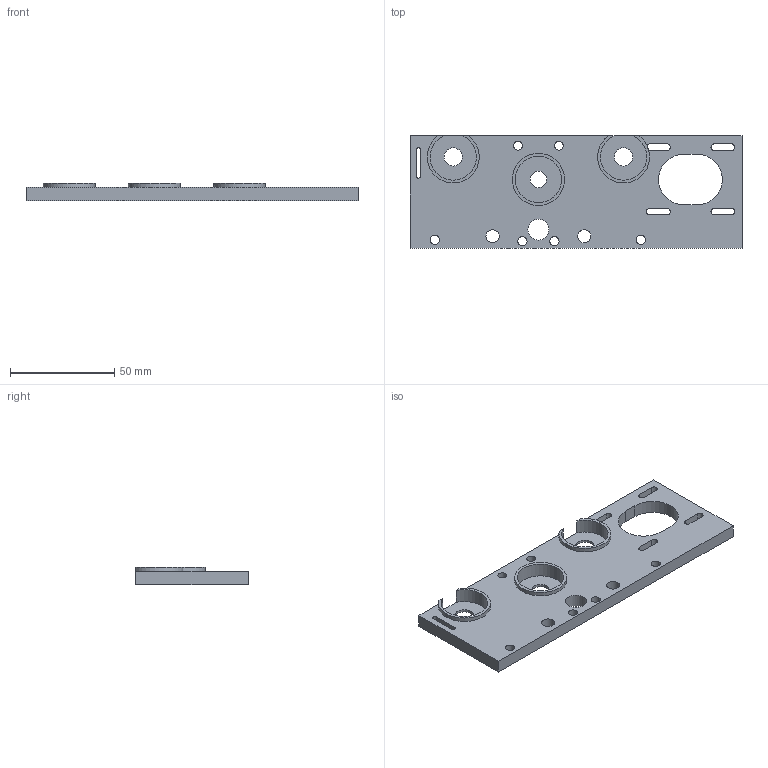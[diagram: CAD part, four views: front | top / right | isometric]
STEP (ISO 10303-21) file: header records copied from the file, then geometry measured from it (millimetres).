
FILE_DESCRIPTION(/* description */ (''),/* implementation_level */ '2;1');
FILE_NAME(/* name */ 'side_left.stp',/* time_stamp */ '2014-02-22T16:31:02-06:00',/* author */ ('stephen'),/* organization */ (''),/* preprocessor_version */ 'ST-DEVELOPER v15.2',/* originating_system */ 'Autodesk Inventor 2014',/* authorisation */ '');
FILE_SCHEMA (('AUTOMOTIVE_DESIGN { 1 0 10303 214 3 1 1 }'));
Length unit declared in the file: millimetre
Products named in the file (1): side_left
Bounding box: 159.59 x 54 x 8.35 mm (x, y, z)
Volume: 42751.4 mm3; surface area: 21769.3 mm2
Topology: 1 solids, 1 shells, 55 faces, 154 edges, 102 vertices
Faces by surface type: cylinder 30, plane 25
Full cylindrical faces by diameter (mm): 4.191 x2, 4.445 x4, 6.35 x2, 8 x1, 8.8 x2, 10.11 x1, 22.3 x1, 25 x1
Entity records: 1819 total; most frequent: DIRECTION 316, CARTESIAN_POINT 298, ORIENTED_EDGE 280, EDGE_CURVE 140, AXIS2_PLACEMENT_3D 120, EDGE_LOOP 106, VERTEX_POINT 102, LINE 76
